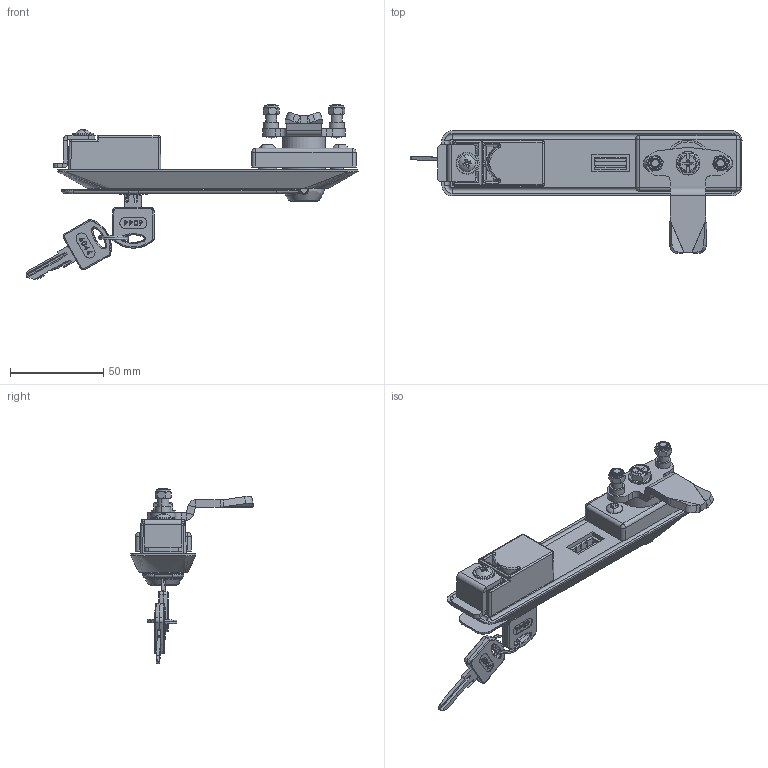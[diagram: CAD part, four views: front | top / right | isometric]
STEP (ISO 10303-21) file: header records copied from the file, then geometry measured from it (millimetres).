
FILE_DESCRIPTION (( 'STEP AP203' ), '1' );
FILE_NAME ('KI27.31.1214.2.STEP', '2022-07-27T10:11:01', ( '' ), ( '' ), 'SwSTEP 2.0', 'SolidWorks 2021', '' );
FILE_SCHEMA (( 'CONFIG_CONTROL_DESIGN' ));
Length unit declared in the file: millimetre
Products named in the file (1): KI27.31.1214.2
Bounding box: 178.09 x 65.78 x 94.22 mm (x, y, z)
Surface area: 38286.9 mm2 (no closed solid volume)
Topology: 0 solids, 33 shells, 901 faces, 3005 edges, 2102 vertices
Faces by surface type: plane 376, bspline 219, cylinder 134, cone 81, torus 73, sphere 18
Entity records: 42239 total; most frequent: CARTESIAN_POINT 18681, ORIENTED_EDGE 4958, DIRECTION 4062, EDGE_CURVE 3004, VERTEX_POINT 2102, AXIS2_PLACEMENT_3D 1374, LINE 1314, VECTOR 1314
